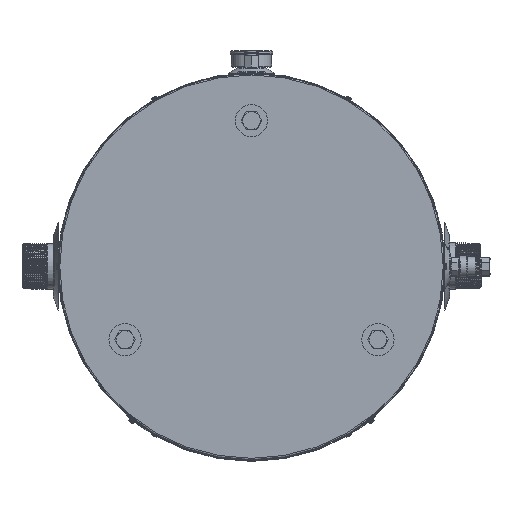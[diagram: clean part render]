
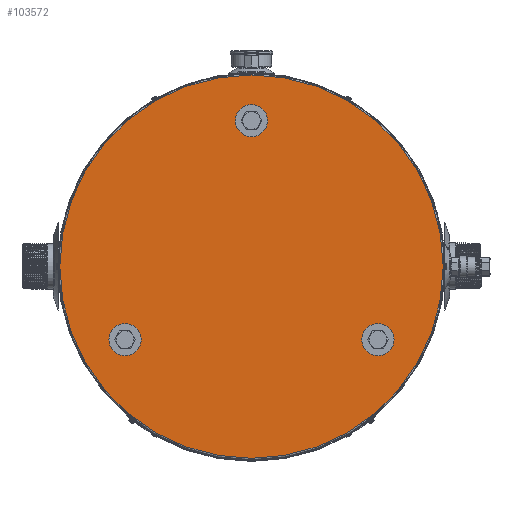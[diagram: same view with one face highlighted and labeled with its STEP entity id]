
A CAD part, front view. The second image highlights one B-rep face of the part: STEP entity #103572.
In plain terms, the highlighted planar face has unit normal (0, -1, 0).
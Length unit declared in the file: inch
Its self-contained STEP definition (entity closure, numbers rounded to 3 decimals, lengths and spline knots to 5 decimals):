
#970 = FACE_BOUND ( 'NONE', #22071, .T. ) ;
#1032 = CARTESIAN_POINT ( 'NONE',  ( 0., 1.47, 0. ) ) ;
#2517 = CIRCLE ( 'NONE', #35016, 1. ) ;
#3432 = CIRCLE ( 'NONE', #32063, 1. ) ;
#5030 = EDGE_CURVE ( 'NONE', #112856, #112856, #2517, .T. ) ;
#10132 = VERTEX_POINT ( 'NONE', #84520 ) ;
#15500 = EDGE_LOOP ( 'NONE', ( #35836 ) ) ;
#22071 = EDGE_LOOP ( 'NONE', ( #56198 ) ) ;
#27663 = FACE_OUTER_BOUND ( 'NONE', #15500, .T. ) ;
#29308 = AXIS2_PLACEMENT_3D ( 'NONE', #1032, #80539, #49809 ) ;
#31371 = VERTEX_POINT ( 'NONE', #96091 ) ;
#32063 = AXIS2_PLACEMENT_3D ( 'NONE', #116350, #56230, #87393 ) ;
#32700 = CIRCLE ( 'NONE', #29308, 11.905 ) ;
#35016 = AXIS2_PLACEMENT_3D ( 'NONE', #67034, #87664, #67470 ) ;
#35836 = ORIENTED_EDGE ( 'NONE', *, *, #119326, .T. ) ;
#42753 = CARTESIAN_POINT ( 'NONE',  ( 0., 1.47, 9.0679 ) ) ;
#49809 = DIRECTION ( 'NONE',  ( 0., 0., -1. ) ) ;
#52528 = CARTESIAN_POINT ( 'NONE',  ( 0., 1.47, 10.0679 ) ) ;
#54728 = EDGE_LOOP ( 'NONE', ( #65331 ) ) ;
#55939 = DIRECTION ( 'NONE',  ( 0., 1., 0. ) ) ;
#56198 = ORIENTED_EDGE ( 'NONE', *, *, #5030, .T. ) ;
#56230 = DIRECTION ( 'NONE',  ( 0., 1., 0. ) ) ;
#56355 = CARTESIAN_POINT ( 'NONE',  ( 0., 1.47, 0. ) ) ;
#57404 = VERTEX_POINT ( 'NONE', #52528 ) ;
#61552 = EDGE_CURVE ( 'NONE', #31371, #31371, #3432, .T. ) ;
#63824 = CIRCLE ( 'NONE', #76345, 1. ) ;
#65331 = ORIENTED_EDGE ( 'NONE', *, *, #109563, .T. ) ;
#67034 = CARTESIAN_POINT ( 'NONE',  ( -7.85303, 1.47, -4.53395 ) ) ;
#67470 = DIRECTION ( 'NONE',  ( 0., 0., 1. ) ) ;
#76345 = AXIS2_PLACEMENT_3D ( 'NONE', #42753, #82267, #123503 ) ;
#80539 = DIRECTION ( 'NONE',  ( 0., -1., 0. ) ) ;
#82267 = DIRECTION ( 'NONE',  ( 0., 1., 0. ) ) ;
#84481 = PLANE ( 'NONE',  #102641 ) ;
#84520 = CARTESIAN_POINT ( 'NONE',  ( 0., 1.47, -11.905 ) ) ;
#87393 = DIRECTION ( 'NONE',  ( 0., 0., 1. ) ) ;
#87664 = DIRECTION ( 'NONE',  ( 0., 1., 0. ) ) ;
#96091 = CARTESIAN_POINT ( 'NONE',  ( 7.85303, 1.47, -3.53395 ) ) ;
#96255 = EDGE_LOOP ( 'NONE', ( #110441 ) ) ;
#96536 = CARTESIAN_POINT ( 'NONE',  ( -7.85303, 1.47, -3.53395 ) ) ;
#102641 = AXIS2_PLACEMENT_3D ( 'NONE', #56355, #55939, #107229 ) ;
#103572 = ADVANCED_FACE ( 'NONE', ( #970, #107760, #104645, #27663 ), #84481, .F. ) ;
#104645 = FACE_BOUND ( 'NONE', #54728, .T. ) ;
#107229 = DIRECTION ( 'NONE',  ( 0., 0., 1. ) ) ;
#107760 = FACE_BOUND ( 'NONE', #96255, .T. ) ;
#109563 = EDGE_CURVE ( 'NONE', #57404, #57404, #63824, .T. ) ;
#110441 = ORIENTED_EDGE ( 'NONE', *, *, #61552, .T. ) ;
#112856 = VERTEX_POINT ( 'NONE', #96536 ) ;
#116350 = CARTESIAN_POINT ( 'NONE',  ( 7.85303, 1.47, -4.53395 ) ) ;
#119326 = EDGE_CURVE ( 'NONE', #10132, #10132, #32700, .T. ) ;
#123503 = DIRECTION ( 'NONE',  ( 0., 0., 1. ) ) ;
